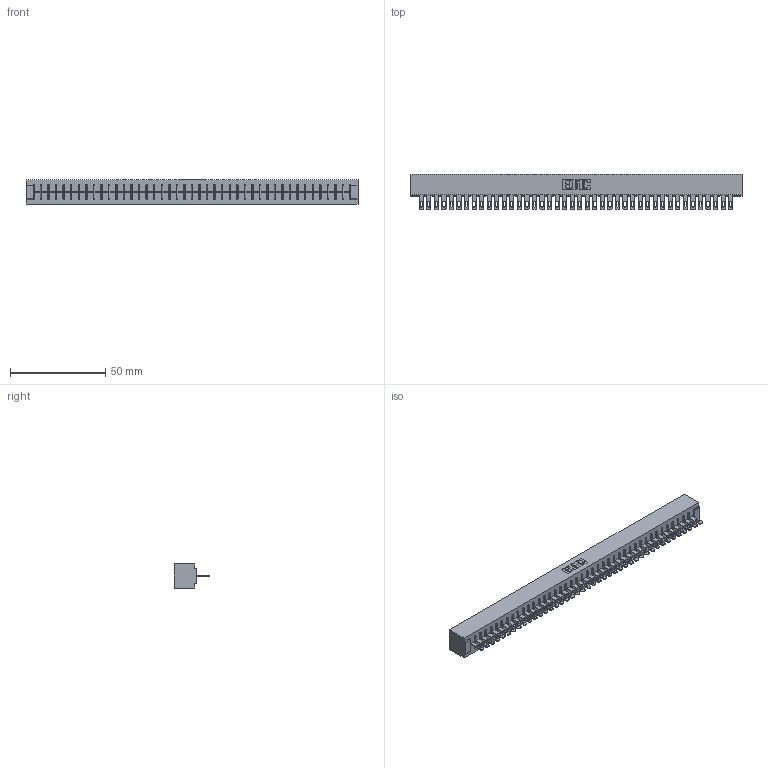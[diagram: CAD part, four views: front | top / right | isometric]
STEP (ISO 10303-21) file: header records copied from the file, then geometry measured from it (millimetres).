
FILE_DESCRIPTION (( 'STEP AP203' ), '1' );
FILE_NAME ('306-042-400-101.STEP', '2020-09-22T12:48:58', ( '' ), ( '' ), 'SwSTEP 2.0', 'SolidWorks 2020', '' );
FILE_SCHEMA (( 'CONFIG_CONTROL_DESIGN' ));
Length unit declared in the file: inch
Products named in the file (3): 306-290-001_100; 306-042-400-101; 306 Part_No Mounting
Assembly tree (43 placements, depth 2):
  306-042-400-101
    306 Part_No Mounting
    306-290-001_100  x42
Bounding box: 174.29 x 18.87 x 12.7 mm (x, y, z)
Volume: 19990.1 mm3; surface area: 21401 mm2
Topology: 43 solids, 43 shells, 3300 faces, 9322 edges, 5988 vertices
Faces by surface type: plane 2164, cylinder 968, sphere 168
Entity records: 39053 total; most frequent: CARTESIAN_POINT 6557, ORIENTED_EDGE 6500, DIRECTION 6466, EDGE_CURVE 3250, LINE 2544, VECTOR 2544, VERTEX_POINT 2052, AXIS2_PLACEMENT_3D 1961
